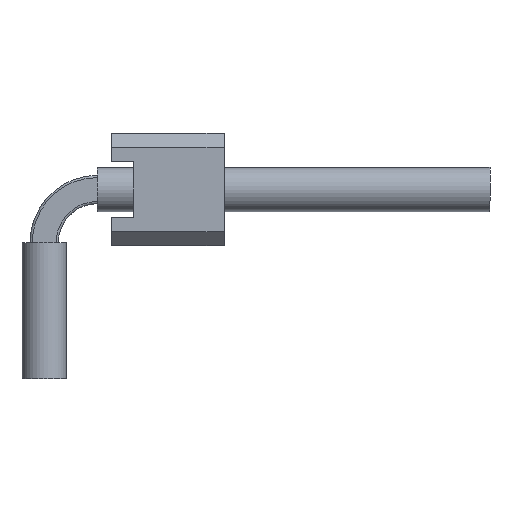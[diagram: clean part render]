
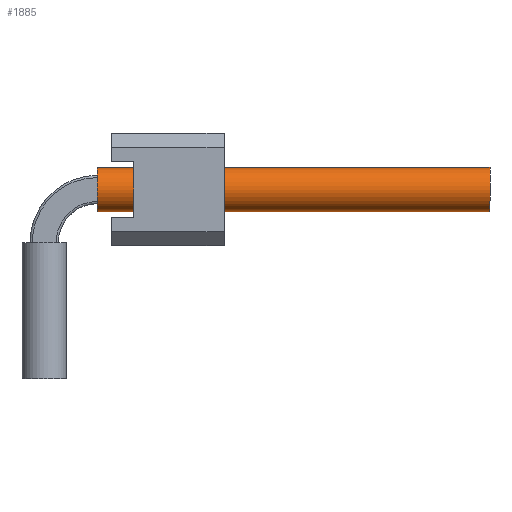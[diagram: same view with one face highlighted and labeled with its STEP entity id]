
A CAD part, left-side view. The second image highlights one B-rep face of the part: STEP entity #1885.
In plain terms, the highlighted cylindrical face has radius 0.5 mm (diameter 1 mm), a full revolution.
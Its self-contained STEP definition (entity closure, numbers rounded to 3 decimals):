
#1054=ORIENTED_EDGE('',*,*,#1320,.F.);
#1055=ORIENTED_EDGE('',*,*,#1321,.T.);
#1320=EDGE_CURVE('',#1496,#1496,#1548,.T.);
#1321=EDGE_CURVE('',#1497,#1497,#1549,.T.);
#1496=VERTEX_POINT('',#3172);
#1497=VERTEX_POINT('',#3174);
#1548=CIRCLE('',#2091,0.5);
#1549=CIRCLE('',#2092,0.5);
#1654=EDGE_LOOP('',(#1054));
#1655=EDGE_LOOP('',(#1055));
#1760=FACE_BOUND('',#1654,.T.);
#1761=FACE_BOUND('',#1655,.T.);
#1789=CYLINDRICAL_SURFACE('',#2090,0.5);
#1885=ADVANCED_FACE('',(#1760,#1761),#1789,.F.);
#2090=AXIS2_PLACEMENT_3D('',#3170,#2621,#2622);
#2091=AXIS2_PLACEMENT_3D('',#3171,#2623,#2624);
#2092=AXIS2_PLACEMENT_3D('',#3173,#2625,#2626);
#2621=DIRECTION('',(1.,0.,0.));
#2622=DIRECTION('',(0.,0.,-1.));
#2623=DIRECTION('',(-1.,0.,0.));
#2624=DIRECTION('',(0.,0.,1.));
#2625=DIRECTION('',(-1.,0.,0.));
#2626=DIRECTION('',(0.,0.,1.));
#3170=CARTESIAN_POINT('',(1.2,0.,4.27));
#3171=CARTESIAN_POINT('',(10.06,0.,4.27));
#3172=CARTESIAN_POINT('',(10.06,0.,4.77));
#3173=CARTESIAN_POINT('',(1.2,0.,4.27));
#3174=CARTESIAN_POINT('',(1.2,0.,4.77));
